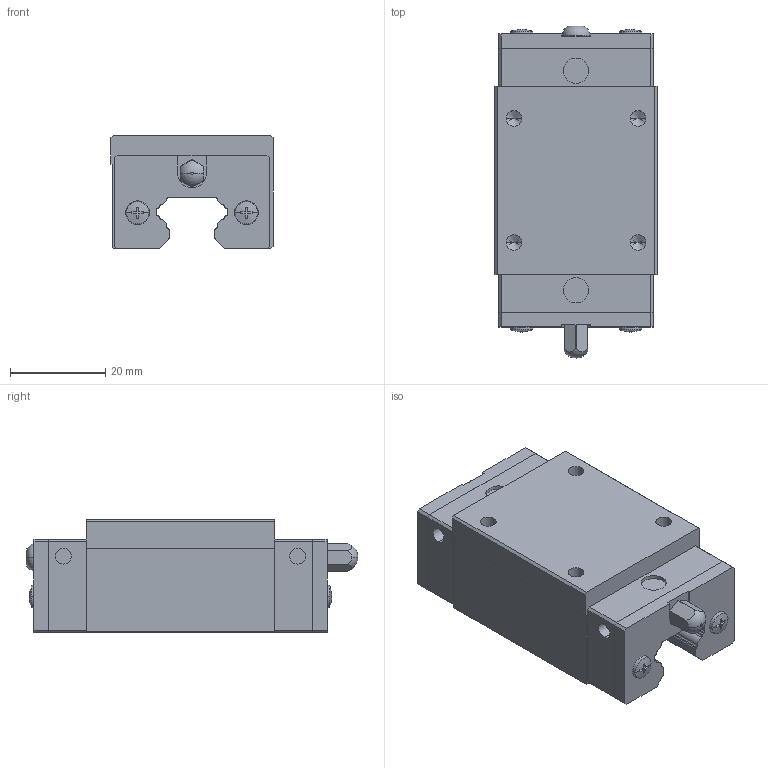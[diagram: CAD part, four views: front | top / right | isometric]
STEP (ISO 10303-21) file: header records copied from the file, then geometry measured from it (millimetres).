
FILE_DESCRIPTION(('STEP AP214'),'1');
FILE_NAME('cctmp_392B83CB-CB0F-4C32-8BF4-2EFC35CBEF74_2022_03_29_16_07_54_0772..stp','2022-03-29T14:07:54',('HIWIN GmbH'),('CADClick - www.CADClick.com'),'Spatial InterOp 3D',' ','unknown authorization');
FILE_SCHEMA(('AUTOMOTIVE_DESIGN'));
Length unit declared in the file: millimetre
Products named in the file (1): HGH15CAZ0H_FILE
Bounding box: 34 x 69.56 x 23.7 mm (x, y, z)
Volume: 37394.2 mm3; surface area: 10565.4 mm2
Topology: 1 solids, 5 shells, 296 faces, 778 edges, 504 vertices
Faces by surface type: plane 162, cylinder 102, cone 28, sphere 2, torus 2
Entity records: 11414 total; most frequent: CARTESIAN_POINT 1731, ORIENTED_EDGE 1540, DIRECTION 1512, EDGE_CURVE 770, AXIS2_PLACEMENT_3D 509, VERTEX_POINT 504, LINE 494, VECTOR 494
